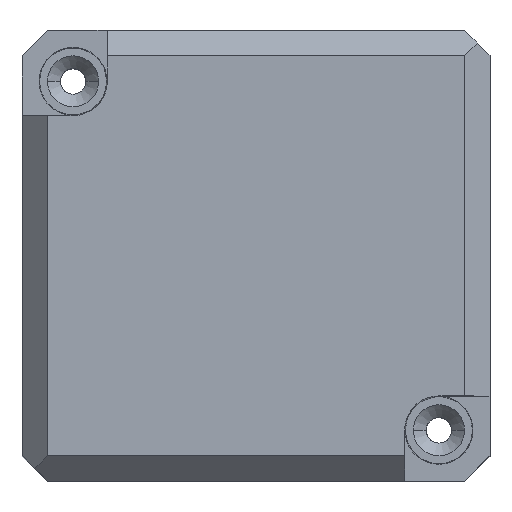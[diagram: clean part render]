
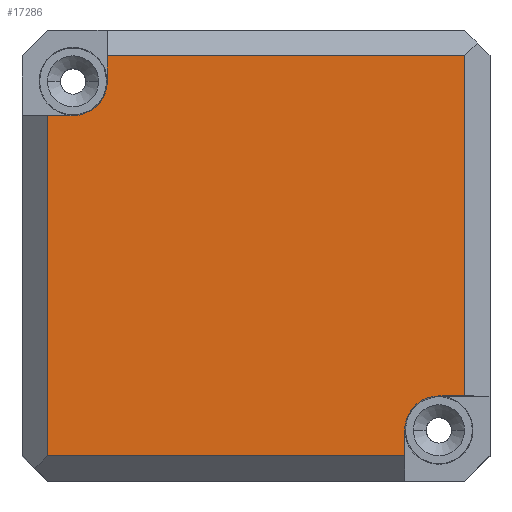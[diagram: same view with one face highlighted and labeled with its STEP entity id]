
A CAD part, top view. The second image highlights one B-rep face of the part: STEP entity #17286.
In plain terms, the highlighted planar face has unit normal (0, 0, 1).
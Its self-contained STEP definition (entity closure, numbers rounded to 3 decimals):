
#14954=DIRECTION('',(0.,1.,0.));
#14955=VECTOR('',#14954,39.974);
#14956=CARTESIAN_POINT('',(24.5,-16.474,10.));
#14957=LINE('',#14956,#14955);
#14966=DIRECTION('',(0.,-1.,0.));
#14967=VECTOR('',#14966,3.);
#14968=CARTESIAN_POINT('',(-17.474,23.5,10.));
#14969=LINE('',#14968,#14967);
#14970=DIRECTION('',(-1.,0.,0.));
#14971=VECTOR('',#14970,3.);
#14972=CARTESIAN_POINT('',(24.5,-16.474,10.));
#14973=LINE('',#14972,#14971);
#14974=CARTESIAN_POINT('',(21.5,-20.5,10.));
#14975=DIRECTION('',(0.,0.,1.));
#14976=DIRECTION('',(0.,1.,0.));
#14977=AXIS2_PLACEMENT_3D('',#14974,#14975,#14976);
#14979=DIRECTION('',(0.,1.,0.));
#14980=VECTOR('',#14979,3.);
#14981=CARTESIAN_POINT('',(17.474,-23.5,10.));
#14982=LINE('',#14981,#14980);
#14983=DIRECTION('',(1.,0.,0.));
#14984=VECTOR('',#14983,3.);
#14985=CARTESIAN_POINT('',(-24.5,16.474,10.));
#14986=LINE('',#14985,#14984);
#14987=CARTESIAN_POINT('',(-21.5,20.5,10.));
#14988=DIRECTION('',(0.,0.,1.));
#14989=DIRECTION('',(0.,-1.,0.));
#14990=AXIS2_PLACEMENT_3D('',#14987,#14988,#14989);
#15012=DIRECTION('',(-1.,0.,0.));
#15013=VECTOR('',#15012,41.974);
#15014=CARTESIAN_POINT('',(24.5,23.5,10.));
#15015=LINE('',#15014,#15013);
#15044=DIRECTION('',(0.,-1.,0.));
#15045=VECTOR('',#15044,39.974);
#15046=CARTESIAN_POINT('',(-24.5,16.474,10.));
#15047=LINE('',#15046,#15045);
#15084=DIRECTION('',(1.,0.,0.));
#15085=VECTOR('',#15084,41.974);
#15086=CARTESIAN_POINT('',(-24.5,-23.5,10.));
#15087=LINE('',#15086,#15085);
#15292=CARTESIAN_POINT('',(24.5,23.5,10.));
#15293=VERTEX_POINT('',#15292);
#15296=CARTESIAN_POINT('',(-24.5,-23.5,10.));
#15297=VERTEX_POINT('',#15296);
#15610=CARTESIAN_POINT('',(-17.474,23.5,10.));
#15611=CARTESIAN_POINT('',(-17.474,20.5,10.));
#15612=VERTEX_POINT('',#15610);
#15613=VERTEX_POINT('',#15611);
#15614=CARTESIAN_POINT('',(-24.5,16.474,10.));
#15615=CARTESIAN_POINT('',(-21.5,16.474,10.));
#15616=VERTEX_POINT('',#15614);
#15617=VERTEX_POINT('',#15615);
#15618=CARTESIAN_POINT('',(21.5,-16.474,10.));
#15619=CARTESIAN_POINT('',(17.474,-20.5,10.));
#15620=VERTEX_POINT('',#15618);
#15621=VERTEX_POINT('',#15619);
#15622=CARTESIAN_POINT('',(17.474,-23.5,10.));
#15623=VERTEX_POINT('',#15622);
#15624=CARTESIAN_POINT('',(24.5,-16.474,10.));
#15625=VERTEX_POINT('',#15624);
#17262=CARTESIAN_POINT('',(0.,0.,10.));
#17263=DIRECTION('',(0.,0.,1.));
#17264=DIRECTION('',(1.,0.,0.));
#17265=AXIS2_PLACEMENT_3D('',#17262,#17263,#17264);
#17266=PLANE('',#17265);
#17268=ORIENTED_EDGE('',*,*,#17267,.F.);
#17270=ORIENTED_EDGE('',*,*,#17269,.F.);
#17271=ORIENTED_EDGE('',*,*,#17252,.F.);
#17272=ORIENTED_EDGE('',*,*,#17181,.T.);
#17273=ORIENTED_EDGE('',*,*,#17168,.T.);
#17275=ORIENTED_EDGE('',*,*,#17274,.F.);
#17277=ORIENTED_EDGE('',*,*,#17276,.F.);
#17279=ORIENTED_EDGE('',*,*,#17278,.F.);
#17281=ORIENTED_EDGE('',*,*,#17280,.T.);
#17283=ORIENTED_EDGE('',*,*,#17282,.T.);
#17284=EDGE_LOOP('',(#17268,#17270,#17271,#17272,#17273,#17275,#17277,#17279,
#17281,#17283));
#17285=FACE_OUTER_BOUND('',#17284,.F.);
#17286=ADVANCED_FACE('',(#17285),#17266,.T.);
#14978=CIRCLE('',#14977,4.026);
#14991=CIRCLE('',#14990,4.026);
#17168=EDGE_CURVE('',#15620,#15621,#14978,.T.);
#17181=EDGE_CURVE('',#15625,#15620,#14973,.T.);
#17252=EDGE_CURVE('',#15625,#15293,#14957,.T.);
#17267=EDGE_CURVE('',#15612,#15613,#14969,.T.);
#17269=EDGE_CURVE('',#15293,#15612,#15015,.T.);
#17274=EDGE_CURVE('',#15623,#15621,#14982,.T.);
#17276=EDGE_CURVE('',#15297,#15623,#15087,.T.);
#17278=EDGE_CURVE('',#15616,#15297,#15047,.T.);
#17280=EDGE_CURVE('',#15616,#15617,#14986,.T.);
#17282=EDGE_CURVE('',#15617,#15613,#14991,.T.);
